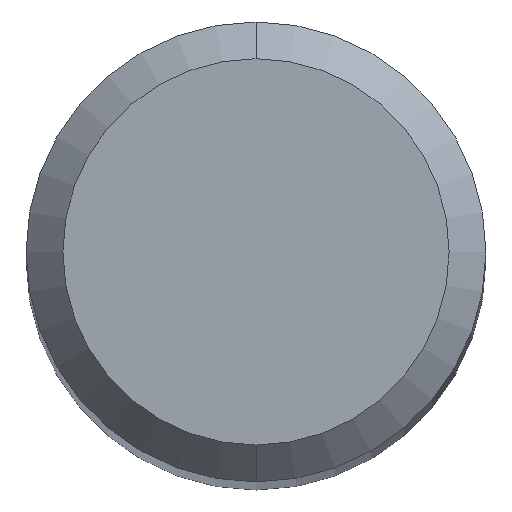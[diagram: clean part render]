
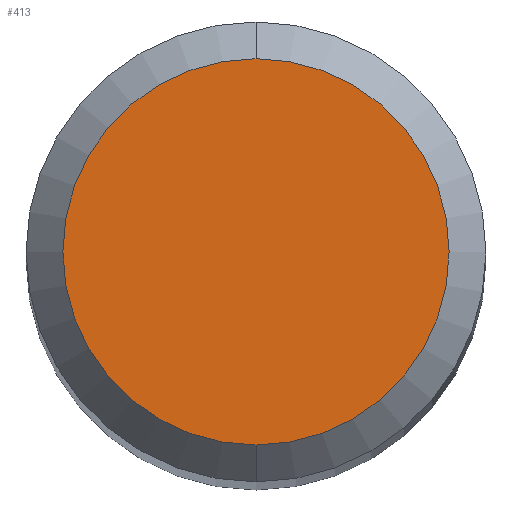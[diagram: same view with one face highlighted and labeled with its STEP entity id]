
A CAD part, top view. The second image highlights one B-rep face of the part: STEP entity #413.
In plain terms, the highlighted planar face has unit normal (0, 0, 1).
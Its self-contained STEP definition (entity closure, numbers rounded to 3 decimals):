
#227=EDGE_CURVE('',#303,#259,#541,.T.);
#241=EDGE_CURVE('',#259,#303,#556,.T.);
#259=VERTEX_POINT('',#576);
#303=VERTEX_POINT('',#622);
#413=ADVANCED_FACE('',(#742),#743,.T.);
#541=CIRCLE('',#912,2.1);
#556=CIRCLE('',#959,2.1);
#576=CARTESIAN_POINT('',(0.,-2.1,0.0));
#622=CARTESIAN_POINT('',(0.0,2.1,0.0));
#742=FACE_OUTER_BOUND('',#1364,.T.);
#743=PLANE('',#1365);
#912=AXIS2_PLACEMENT_3D('',#1530,#1531,#1532);
#959=AXIS2_PLACEMENT_3D('',#1549,#1550,#1551);
#1364=EDGE_LOOP('',(#1729,#1730));
#1365=AXIS2_PLACEMENT_3D('',#1731,#1732,#1733);
#1530=CARTESIAN_POINT('',(0.0,0.0,0.0));
#1531=DIRECTION('',(0.0,0.0,-1.0));
#1532=DIRECTION('',(0.0,1.0,0.0));
#1549=CARTESIAN_POINT('',(0.0,0.0,0.0));
#1550=DIRECTION('',(0.0,0.0,-1.0));
#1551=DIRECTION('',(0.0,1.0,0.0));
#1729=ORIENTED_EDGE('',*,*,#227,.F.);
#1730=ORIENTED_EDGE('',*,*,#241,.F.);
#1731=CARTESIAN_POINT('',(0.0,1.05,0.0));
#1732=DIRECTION('',(-0.0,0.0,1.0));
#1733=DIRECTION('',(0.0,-1.0,0.0));
